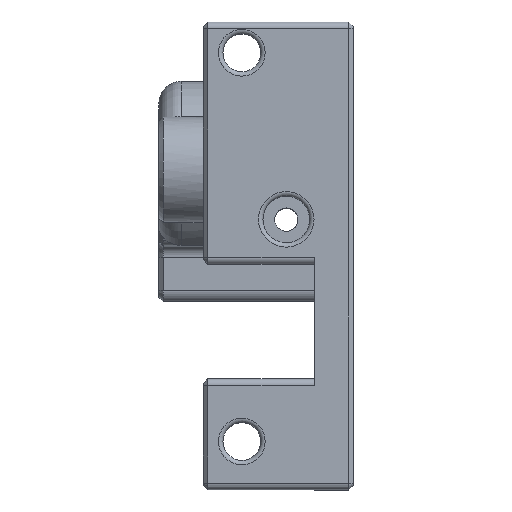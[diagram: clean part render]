
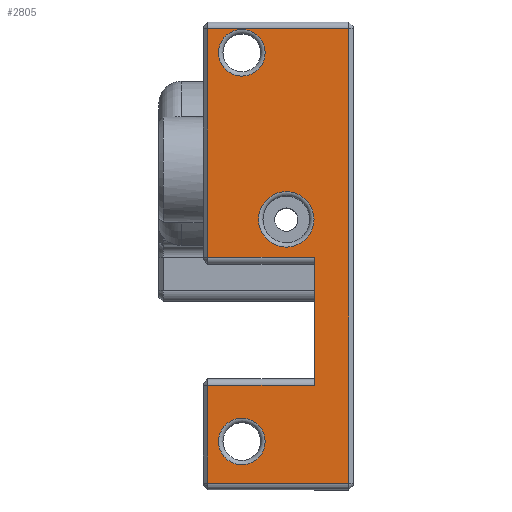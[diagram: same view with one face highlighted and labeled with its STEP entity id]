
A CAD part, top view. The second image highlights one B-rep face of the part: STEP entity #2805.
In plain terms, the highlighted planar face has unit normal (0, 0, 1).
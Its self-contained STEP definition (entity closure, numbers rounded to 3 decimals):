
#183=FACE_BOUND('',#831,.T.);
#184=FACE_BOUND('',#832,.T.);
#185=FACE_BOUND('',#833,.T.);
#213=LINE('',#4341,#411);
#220=LINE('',#4391,#418);
#221=LINE('',#4393,#419);
#222=LINE('',#4395,#420);
#223=LINE('',#4396,#421);
#224=LINE('',#4398,#422);
#225=LINE('',#4400,#423);
#226=LINE('',#4401,#424);
#411=VECTOR('',#3411,10.);
#418=VECTOR('',#3462,10.);
#419=VECTOR('',#3463,10.);
#420=VECTOR('',#3464,10.);
#421=VECTOR('',#3465,10.);
#422=VECTOR('',#3466,10.);
#423=VECTOR('',#3467,10.);
#424=VECTOR('',#3468,10.);
#595=PLANE('',#3034);
#656=FACE_OUTER_BOUND('',#830,.T.);
#830=EDGE_LOOP('',(#1989,#1990,#1991,#1992,#1993,#1994,#1995,#1996));
#831=EDGE_LOOP('',(#1997));
#832=EDGE_LOOP('',(#1998));
#833=EDGE_LOOP('',(#1999));
#1042=CIRCLE('',#3030,2.5);
#1046=CIRCLE('',#3035,2.1);
#1047=CIRCLE('',#3036,2.1);
#1223=VERTEX_POINT('',#4338);
#1224=VERTEX_POINT('',#4340);
#1241=VERTEX_POINT('',#4381);
#1244=VERTEX_POINT('',#4389);
#1245=VERTEX_POINT('',#4390);
#1246=VERTEX_POINT('',#4392);
#1247=VERTEX_POINT('',#4394);
#1248=VERTEX_POINT('',#4397);
#1249=VERTEX_POINT('',#4399);
#1250=VERTEX_POINT('',#4402);
#1251=VERTEX_POINT('',#4404);
#1500=EDGE_CURVE('',#1223,#1224,#213,.T.);
#1521=EDGE_CURVE('',#1241,#1241,#1042,.T.);
#1525=EDGE_CURVE('',#1244,#1245,#220,.T.);
#1526=EDGE_CURVE('',#1245,#1246,#221,.T.);
#1527=EDGE_CURVE('',#1246,#1247,#222,.T.);
#1528=EDGE_CURVE('',#1247,#1224,#223,.T.);
#1529=EDGE_CURVE('',#1223,#1248,#224,.T.);
#1530=EDGE_CURVE('',#1248,#1249,#225,.T.);
#1531=EDGE_CURVE('',#1249,#1244,#226,.T.);
#1532=EDGE_CURVE('',#1250,#1250,#1046,.T.);
#1533=EDGE_CURVE('',#1251,#1251,#1047,.T.);
#1989=ORIENTED_EDGE('',*,*,#1525,.T.);
#1990=ORIENTED_EDGE('',*,*,#1526,.T.);
#1991=ORIENTED_EDGE('',*,*,#1527,.T.);
#1992=ORIENTED_EDGE('',*,*,#1528,.T.);
#1993=ORIENTED_EDGE('',*,*,#1500,.F.);
#1994=ORIENTED_EDGE('',*,*,#1529,.T.);
#1995=ORIENTED_EDGE('',*,*,#1530,.T.);
#1996=ORIENTED_EDGE('',*,*,#1531,.T.);
#1997=ORIENTED_EDGE('',*,*,#1532,.T.);
#1998=ORIENTED_EDGE('',*,*,#1533,.T.);
#1999=ORIENTED_EDGE('',*,*,#1521,.T.);
#2805=ADVANCED_FACE('',(#656,#183,#184,#185),#595,.F.);
#3030=AXIS2_PLACEMENT_3D('',#4382,#3452,#3453);
#3034=AXIS2_PLACEMENT_3D('',#4388,#3460,#3461);
#3035=AXIS2_PLACEMENT_3D('',#4403,#3469,#3470);
#3036=AXIS2_PLACEMENT_3D('',#4405,#3471,#3472);
#3411=DIRECTION('',(0.,1.,0.));
#3452=DIRECTION('center_axis',(0.,0.,-1.));
#3453=DIRECTION('ref_axis',(-1.,0.,0.));
#3460=DIRECTION('center_axis',(0.,0.,-1.));
#3461=DIRECTION('ref_axis',(0.,-1.,0.));
#3462=DIRECTION('',(0.,1.,0.));
#3463=DIRECTION('',(-1.,0.,0.));
#3464=DIRECTION('',(0.,-1.,0.));
#3465=DIRECTION('',(1.,0.,0.));
#3466=DIRECTION('',(-1.,0.,0.));
#3467=DIRECTION('',(0.,-1.,0.));
#3468=DIRECTION('',(1.,0.,0.));
#3469=DIRECTION('center_axis',(0.,0.,-1.));
#3470=DIRECTION('ref_axis',(1.,0.,0.));
#3471=DIRECTION('center_axis',(0.,0.,-1.));
#3472=DIRECTION('ref_axis',(1.,0.,0.));
#4338=CARTESIAN_POINT('',(-10.575,-19.427,15.));
#4340=CARTESIAN_POINT('',(-10.575,-7.9,15.));
#4341=CARTESIAN_POINT('',(-10.575,2.768,15.));
#4381=CARTESIAN_POINT('',(-15.599,-4.474,15.));
#4382=CARTESIAN_POINT('Origin',(-13.099,-4.474,15.));
#4388=CARTESIAN_POINT('Origin',(-7.075,13.3,15.));
#4389=CARTESIAN_POINT('',(-7.475,-28.227,15.));
#4390=CARTESIAN_POINT('',(-7.475,12.7,15.));
#4391=CARTESIAN_POINT('',(-7.475,2.768,15.));
#4392=CARTESIAN_POINT('',(-20.175,12.7,15.));
#4393=CARTESIAN_POINT('',(-7.075,12.7,15.));
#4394=CARTESIAN_POINT('',(-20.175,-7.9,15.));
#4395=CARTESIAN_POINT('',(-20.175,11.55,15.));
#4396=CARTESIAN_POINT('',(-8.825,-7.9,15.));
#4397=CARTESIAN_POINT('',(-20.175,-19.427,15.));
#4398=CARTESIAN_POINT('',(-8.825,-19.427,15.));
#4399=CARTESIAN_POINT('',(-20.175,-28.227,15.));
#4400=CARTESIAN_POINT('',(-20.175,-5.264,15.));
#4401=CARTESIAN_POINT('',(-7.075,-28.227,15.));
#4402=CARTESIAN_POINT('',(-19.199,10.526,15.));
#4403=CARTESIAN_POINT('Origin',(-17.099,10.526,15.));
#4404=CARTESIAN_POINT('',(-19.199,-24.474,15.));
#4405=CARTESIAN_POINT('Origin',(-17.099,-24.474,15.));
